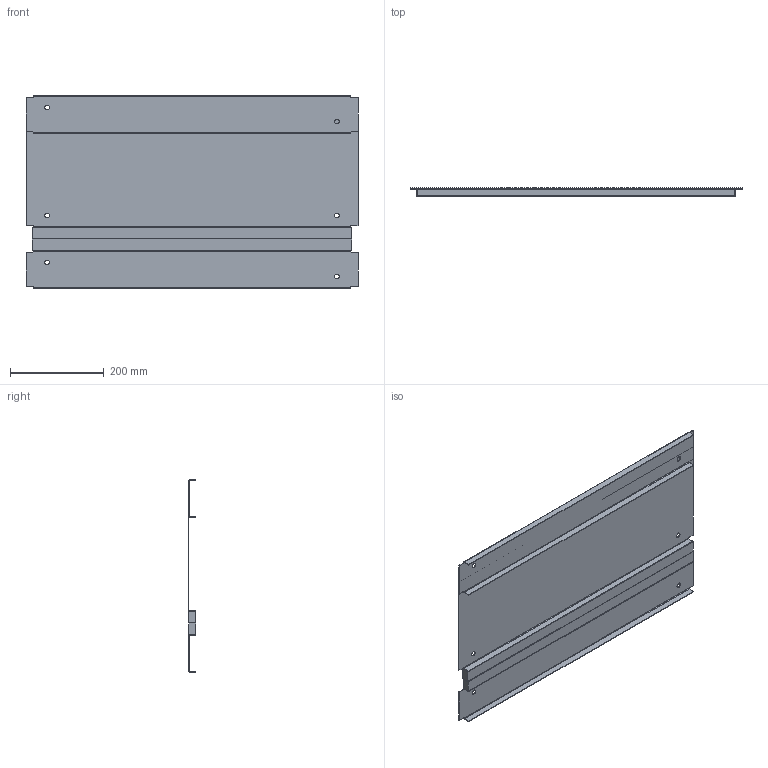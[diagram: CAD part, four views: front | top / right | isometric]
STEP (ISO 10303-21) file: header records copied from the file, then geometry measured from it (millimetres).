
FILE_DESCRIPTION(('STEP AP242'),'1');
FILE_NAME('nsyec1651.stp','2021-09-28T04:38:56',('TraceParts'),('TraceParts S.A.'),'Spatial InterOp 3D',' ',' ');
FILE_SCHEMA(('AP242_MANAGED_MODEL_BASED_3D_ENGINEERING_MIM_LF {1 0 10303 442 1 1 4}'));
Length unit declared in the file: millimetre
Products named in the file (1): nsyec1651_1
Bounding box: 707 x 17 x 410 mm (x, y, z)
Volume: 993692.5 mm3; surface area: 763245.8 mm2
Topology: 5 solids, 5 shells, 110 faces, 260 edges, 160 vertices
Faces by surface type: plane 80, cylinder 30
Entity records: 3159 total; most frequent: DIRECTION 550, CARTESIAN_POINT 535, ORIENTED_EDGE 520, EDGE_CURVE 260, LINE 200, VECTOR 200, AXIS2_PLACEMENT_3D 175, VERTEX_POINT 160
